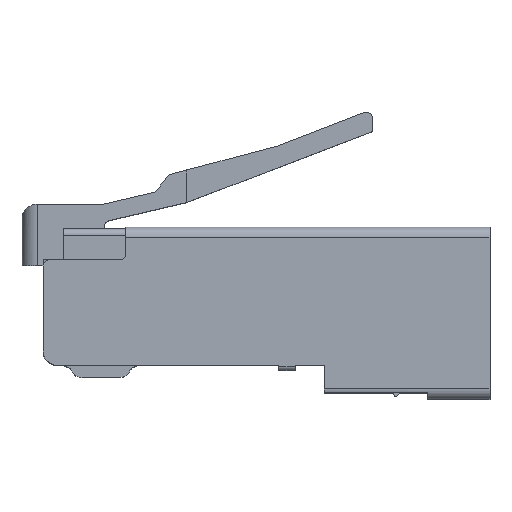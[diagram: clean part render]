
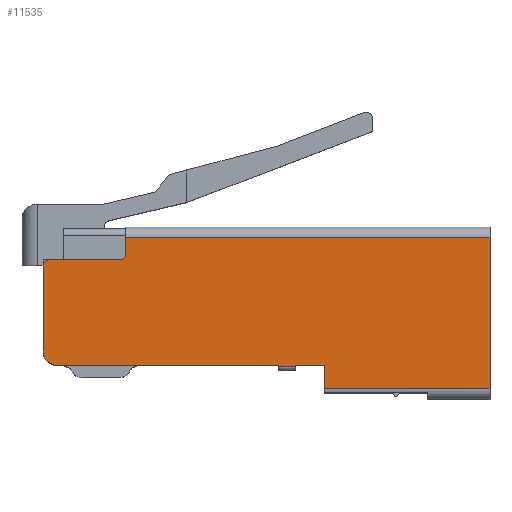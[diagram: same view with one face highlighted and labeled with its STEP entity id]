
A CAD part, top view. The second image highlights one B-rep face of the part: STEP entity #11535.
In plain terms, the highlighted planar face has unit normal (0, 0, 1).
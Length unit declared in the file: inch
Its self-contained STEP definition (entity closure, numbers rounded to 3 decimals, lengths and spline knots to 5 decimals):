
#96 = EDGE_CURVE ( 'NONE', #17911, #11234, #8938, .T. ) ;
#397 = ORIENTED_EDGE ( 'NONE', *, *, #18577, .F. ) ;
#470 = VECTOR ( 'NONE', #16381, 39.37008 ) ;
#541 = EDGE_CURVE ( 'NONE', #4307, #19395, #17660, .T. ) ;
#592 = EDGE_CURVE ( 'NONE', #12855, #6096, #18719, .T. ) ;
#910 = VERTEX_POINT ( 'NONE', #16334 ) ;
#1476 = DIRECTION ( 'NONE',  ( 1., 0., 0. ) ) ;
#1575 = CARTESIAN_POINT ( 'NONE',  ( 87.73347, 43.95274, 1.24705 ) ) ;
#1610 = LINE ( 'NONE', #7690, #470 ) ;
#1775 = ORIENTED_EDGE ( 'NONE', *, *, #541, .F. ) ;
#1904 = CARTESIAN_POINT ( 'NONE',  ( 88.12274, 44.03078, 1.24705 ) ) ;
#2004 = LINE ( 'NONE', #1904, #10612 ) ;
#2275 = ORIENTED_EDGE ( 'NONE', *, *, #16137, .F. ) ;
#2339 = LINE ( 'NONE', #11901, #18692 ) ;
#2735 = CARTESIAN_POINT ( 'NONE',  ( 87.57537, 43.75022, 1.24705 ) ) ;
#2914 = CARTESIAN_POINT ( 'NONE',  ( 87.74528, 43.98226, 1.24705 ) ) ;
#2975 = CARTESIAN_POINT ( 'NONE',  ( 87.5878, 43.77975, 1.24705 ) ) ;
#3483 = DIRECTION ( 'NONE',  ( -1., 0., 0. ) ) ;
#3585 = VERTEX_POINT ( 'NONE', #9231 ) ;
#3610 = VERTEX_POINT ( 'NONE', #9129 ) ;
#3807 = ORIENTED_EDGE ( 'NONE', *, *, #8264, .F. ) ;
#3920 = VERTEX_POINT ( 'NONE', #19246 ) ;
#4237 = VERTEX_POINT ( 'NONE', #11687 ) ;
#4307 = VERTEX_POINT ( 'NONE', #5905 ) ;
#4471 = EDGE_CURVE ( 'NONE', #7589, #3920, #12760, .T. ) ;
#4625 = DIRECTION ( 'NONE',  ( 0., 0., -1. ) ) ;
#4853 = VECTOR ( 'NONE', #17554, 39.37008 ) ;
#5212 = DIRECTION ( 'NONE',  ( 0., 0., -1. ) ) ;
#5298 = EDGE_LOOP ( 'NONE', ( #14908, #1775, #12408, #7222, #7608, #7821, #5587, #397, #18380, #2275, #3807, #15361, #8237, #9401, #7108 ) ) ;
#5537 = CARTESIAN_POINT ( 'NONE',  ( 87.59961, 43.94093, 1.24705 ) ) ;
#5587 = ORIENTED_EDGE ( 'NONE', *, *, #13380, .F. ) ;
#5905 = CARTESIAN_POINT ( 'NONE',  ( 87.74528, 43.96455, 1.24705 ) ) ;
#6096 = VERTEX_POINT ( 'NONE', #11571 ) ;
#6101 = DIRECTION ( 'NONE',  ( 0., 1., 0. ) ) ;
#6624 = AXIS2_PLACEMENT_3D ( 'NONE', #13343, #13534, #16700 ) ;
#6713 = VECTOR ( 'NONE', #13230, 39.37008 ) ;
#6870 = EDGE_CURVE ( 'NONE', #11234, #910, #9919, .T. ) ;
#7059 = VECTOR ( 'NONE', #6101, 39.37008 ) ;
#7108 = ORIENTED_EDGE ( 'NONE', *, *, #12614, .F. ) ;
#7222 = ORIENTED_EDGE ( 'NONE', *, *, #10546, .F. ) ;
#7414 = CARTESIAN_POINT ( 'NONE',  ( 88.43741, 43.99506, 1.24705 ) ) ;
#7589 = VERTEX_POINT ( 'NONE', #17802 ) ;
#7608 = ORIENTED_EDGE ( 'NONE', *, *, #6870, .F. ) ;
#7690 = CARTESIAN_POINT ( 'NONE',  ( 87.57537, 43.95274, 1.24705 ) ) ;
#7821 = ORIENTED_EDGE ( 'NONE', *, *, #96, .F. ) ;
#7934 = VERTEX_POINT ( 'NONE', #11230 ) ;
#8213 = LINE ( 'NONE', #11597, #4853 ) ;
#8237 = ORIENTED_EDGE ( 'NONE', *, *, #9490, .F. ) ;
#8264 = EDGE_CURVE ( 'NONE', #3585, #7934, #8213, .T. ) ;
#8379 = VERTEX_POINT ( 'NONE', #7414 ) ;
#8918 = DIRECTION ( 'NONE',  ( -1., 0., 0. ) ) ;
#8938 = LINE ( 'NONE', #14618, #6713 ) ;
#9129 = CARTESIAN_POINT ( 'NONE',  ( 87.61536, 43.75219, 1.24705 ) ) ;
#9231 = CARTESIAN_POINT ( 'NONE',  ( 88.06733, 43.75219, 1.24705 ) ) ;
#9345 = CARTESIAN_POINT ( 'NONE',  ( 87.57537, 43.99506, 1.24705 ) ) ;
#9401 = ORIENTED_EDGE ( 'NONE', *, *, #4471, .F. ) ;
#9490 = EDGE_CURVE ( 'NONE', #3920, #4237, #2004, .T. ) ;
#9573 = DIRECTION ( 'NONE',  ( 0., 1., 0. ) ) ;
#9919 = CIRCLE ( 'NONE', #13109, 0.01181 ) ;
#10024 = VECTOR ( 'NONE', #3483, 39.37008 ) ;
#10533 = CARTESIAN_POINT ( 'NONE',  ( 87.5878, 43.94093, 1.24705 ) ) ;
#10546 = EDGE_CURVE ( 'NONE', #910, #16729, #1610, .T. ) ;
#10612 = VECTOR ( 'NONE', #11357, 39.37008 ) ;
#10958 = EDGE_CURVE ( 'NONE', #4237, #3585, #17110, .T. ) ;
#11230 = CARTESIAN_POINT ( 'NONE',  ( 88.06733, 43.75022, 1.24705 ) ) ;
#11234 = VERTEX_POINT ( 'NONE', #10533 ) ;
#11357 = DIRECTION ( 'NONE',  ( 0., 1., 0. ) ) ;
#11535 = ADVANCED_FACE ( 'NONE', ( #13697 ), #19556, .F. ) ;
#11571 = CARTESIAN_POINT ( 'NONE',  ( 88.03583, 43.75219, 1.24705 ) ) ;
#11594 = DIRECTION ( 'NONE',  ( -1., 0., 0. ) ) ;
#11597 = CARTESIAN_POINT ( 'NONE',  ( 88.06733, 44.03078, 1.24705 ) ) ;
#11687 = CARTESIAN_POINT ( 'NONE',  ( 88.12274, 43.75219, 1.24705 ) ) ;
#11901 = CARTESIAN_POINT ( 'NONE',  ( 87.57537, 43.75219, 1.24705 ) ) ;
#12202 = CARTESIAN_POINT ( 'NONE',  ( 87.57537, 44.03078, 1.24705 ) ) ;
#12408 = ORIENTED_EDGE ( 'NONE', *, *, #16652, .F. ) ;
#12614 = EDGE_CURVE ( 'NONE', #8379, #7589, #17772, .T. ) ;
#12720 = DIRECTION ( 'NONE',  ( -1., 0., 0. ) ) ;
#12760 = LINE ( 'NONE', #14155, #18728 ) ;
#12855 = VERTEX_POINT ( 'NONE', #17721 ) ;
#13088 = LINE ( 'NONE', #2735, #15816 ) ;
#13109 = AXIS2_PLACEMENT_3D ( 'NONE', #5537, #17675, #12720 ) ;
#13218 = AXIS2_PLACEMENT_3D ( 'NONE', #15866, #5212, #18840 ) ;
#13221 = AXIS2_PLACEMENT_3D ( 'NONE', #12202, #4625, #8918 ) ;
#13230 = DIRECTION ( 'NONE',  ( 0., 1., 0. ) ) ;
#13343 = CARTESIAN_POINT ( 'NONE',  ( 87.73347, 43.96455, 1.24705 ) ) ;
#13380 = EDGE_CURVE ( 'NONE', #3610, #17911, #14168, .T. ) ;
#13534 = DIRECTION ( 'NONE',  ( 0., 0., 1. ) ) ;
#13697 = FACE_OUTER_BOUND ( 'NONE', #5298, .T. ) ;
#14051 = VECTOR ( 'NONE', #9573, 39.37008 ) ;
#14155 = CARTESIAN_POINT ( 'NONE',  ( 87.57537, 43.70729, 1.24705 ) ) ;
#14168 = CIRCLE ( 'NONE', #13218, 0.02756 ) ;
#14618 = CARTESIAN_POINT ( 'NONE',  ( 87.5878, 44.03078, 1.24705 ) ) ;
#14908 = ORIENTED_EDGE ( 'NONE', *, *, #16734, .F. ) ;
#15117 = LINE ( 'NONE', #9345, #15847 ) ;
#15361 = ORIENTED_EDGE ( 'NONE', *, *, #10958, .F. ) ;
#15816 = VECTOR ( 'NONE', #11594, 39.37008 ) ;
#15847 = VECTOR ( 'NONE', #1476, 39.37008 ) ;
#15866 = CARTESIAN_POINT ( 'NONE',  ( 87.61536, 43.77975, 1.24705 ) ) ;
#16137 = EDGE_CURVE ( 'NONE', #7934, #12855, #13088, .T. ) ;
#16291 = DIRECTION ( 'NONE',  ( 0., -1., 0. ) ) ;
#16334 = CARTESIAN_POINT ( 'NONE',  ( 87.59961, 43.95274, 1.24705 ) ) ;
#16381 = DIRECTION ( 'NONE',  ( 1., 0., 0. ) ) ;
#16652 = EDGE_CURVE ( 'NONE', #16729, #4307, #19334, .T. ) ;
#16700 = DIRECTION ( 'NONE',  ( -1., 0., 0. ) ) ;
#16729 = VERTEX_POINT ( 'NONE', #1575 ) ;
#16734 = EDGE_CURVE ( 'NONE', #19395, #8379, #15117, .T. ) ;
#17031 = CARTESIAN_POINT ( 'NONE',  ( 88.03583, 44.03078, 1.24705 ) ) ;
#17110 = LINE ( 'NONE', #17398, #10024 ) ;
#17398 = CARTESIAN_POINT ( 'NONE',  ( 87.57537, 43.75219, 1.24705 ) ) ;
#17554 = DIRECTION ( 'NONE',  ( 0., -1., 0. ) ) ;
#17660 = LINE ( 'NONE', #2914, #7059 ) ;
#17675 = DIRECTION ( 'NONE',  ( 0., 0., -1. ) ) ;
#17721 = CARTESIAN_POINT ( 'NONE',  ( 88.03583, 43.75022, 1.24705 ) ) ;
#17772 = LINE ( 'NONE', #19157, #18929 ) ;
#17802 = CARTESIAN_POINT ( 'NONE',  ( 88.43741, 43.70729, 1.24705 ) ) ;
#17911 = VERTEX_POINT ( 'NONE', #2975 ) ;
#18380 = ORIENTED_EDGE ( 'NONE', *, *, #592, .F. ) ;
#18577 = EDGE_CURVE ( 'NONE', #6096, #3610, #2339, .T. ) ;
#18692 = VECTOR ( 'NONE', #19040, 39.37008 ) ;
#18718 = DIRECTION ( 'NONE',  ( -1., 0., 0. ) ) ;
#18719 = LINE ( 'NONE', #17031, #14051 ) ;
#18728 = VECTOR ( 'NONE', #18718, 39.37008 ) ;
#18778 = CARTESIAN_POINT ( 'NONE',  ( 87.74528, 43.99506, 1.24705 ) ) ;
#18840 = DIRECTION ( 'NONE',  ( -1., 0., 0. ) ) ;
#18929 = VECTOR ( 'NONE', #16291, 39.37008 ) ;
#19040 = DIRECTION ( 'NONE',  ( -1., 0., 0. ) ) ;
#19157 = CARTESIAN_POINT ( 'NONE',  ( 88.43741, 43.99723, 1.24705 ) ) ;
#19246 = CARTESIAN_POINT ( 'NONE',  ( 88.12274, 43.70729, 1.24705 ) ) ;
#19334 = CIRCLE ( 'NONE', #6624, 0.01181 ) ;
#19395 = VERTEX_POINT ( 'NONE', #18778 ) ;
#19556 = PLANE ( 'NONE',  #13221 ) ;
